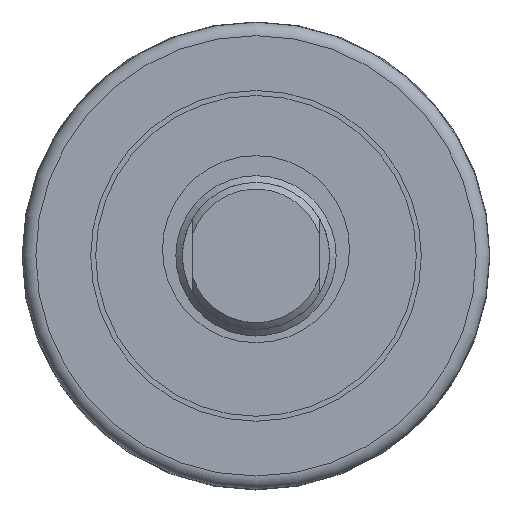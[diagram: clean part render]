
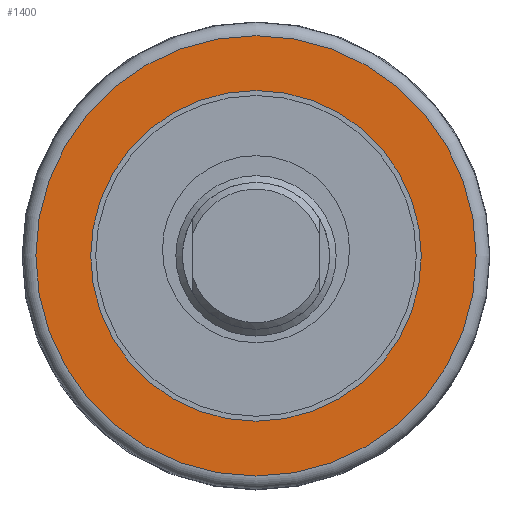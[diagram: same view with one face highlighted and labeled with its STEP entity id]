
A CAD part, left-side view. The second image highlights one B-rep face of the part: STEP entity #1400.
In plain terms, the highlighted planar face has unit normal (-1, 0, 0).
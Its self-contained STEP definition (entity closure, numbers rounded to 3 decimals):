
#82=FACE_BOUND('',#345,.T.);
#167=CIRCLE('',#1571,24.75);
#168=CIRCLE('',#1572,24.75);
#181=CIRCLE('',#1588,32.959);
#182=CIRCLE('',#1589,32.959);
#257=FACE_OUTER_BOUND('',#344,.T.);
#344=EDGE_LOOP('',(#1188,#1189));
#345=EDGE_LOOP('',(#1190,#1191));
#619=VERTEX_POINT('',#2567);
#620=VERTEX_POINT('',#2569);
#630=VERTEX_POINT('',#2623);
#631=VERTEX_POINT('',#2625);
#806=EDGE_CURVE('',#620,#619,#167,.T.);
#807=EDGE_CURVE('',#619,#620,#168,.T.);
#821=EDGE_CURVE('',#630,#631,#181,.T.);
#822=EDGE_CURVE('',#631,#630,#182,.T.);
#1188=ORIENTED_EDGE('',*,*,#822,.F.);
#1189=ORIENTED_EDGE('',*,*,#821,.F.);
#1190=ORIENTED_EDGE('',*,*,#806,.T.);
#1191=ORIENTED_EDGE('',*,*,#807,.T.);
#1255=PLANE('',#1590);
#1400=ADVANCED_FACE('',(#257,#82),#1255,.T.);
#1571=AXIS2_PLACEMENT_3D('',#2570,#1961,#1962);
#1572=AXIS2_PLACEMENT_3D('',#2571,#1963,#1964);
#1588=AXIS2_PLACEMENT_3D('',#2626,#1996,#1997);
#1589=AXIS2_PLACEMENT_3D('',#2627,#1998,#1999);
#1590=AXIS2_PLACEMENT_3D('',#2628,#2000,#2001);
#1961=DIRECTION('center_axis',(1.,0.,0.));
#1962=DIRECTION('ref_axis',(0.,1.,0.));
#1963=DIRECTION('center_axis',(1.,0.,0.));
#1964=DIRECTION('ref_axis',(0.,1.,0.));
#1996=DIRECTION('center_axis',(1.,0.,0.));
#1997=DIRECTION('ref_axis',(0.,1.,0.));
#1998=DIRECTION('center_axis',(1.,0.,0.));
#1999=DIRECTION('ref_axis',(0.,1.,0.));
#2000=DIRECTION('center_axis',(-1.,0.,0.));
#2001=DIRECTION('ref_axis',(0.,0.,-1.));
#2567=CARTESIAN_POINT('',(60.5,-24.75,0.));
#2569=CARTESIAN_POINT('',(60.5,24.75,0.));
#2570=CARTESIAN_POINT('Origin',(60.5,0.,0.));
#2571=CARTESIAN_POINT('Origin',(60.5,0.,0.));
#2623=CARTESIAN_POINT('',(60.5,0.,-32.959));
#2625=CARTESIAN_POINT('',(60.5,-32.959,0.));
#2626=CARTESIAN_POINT('Origin',(60.5,0.,0.));
#2627=CARTESIAN_POINT('Origin',(60.5,0.,0.));
#2628=CARTESIAN_POINT('Origin',(60.5,-31.059,0.));
